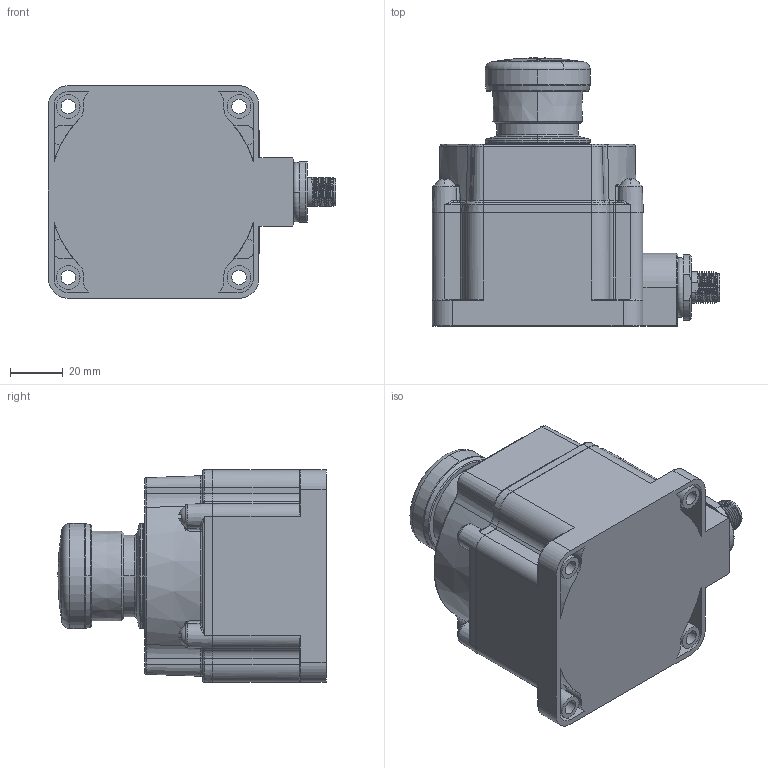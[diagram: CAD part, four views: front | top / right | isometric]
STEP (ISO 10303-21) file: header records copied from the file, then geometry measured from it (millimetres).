
FILE_DESCRIPTION((''),'2;1');
FILE_NAME('154128_SM01','2021-01-19T09:14:25',('jeshelman'),('BANNER ENGINEERING CORP.'),'CREO PARAMETRIC BY PTC INC, 2019292','CREO PARAMETRIC BY PTC INC, 2019292','');
FILE_SCHEMA(('CONFIG_CONTROL_DESIGN','SHAPE_APPEARANCE_LAYERS_GROUPS'));
Length unit declared in the file: millimetre
Products named in the file (1): 154128_SM01
Bounding box: 109.59 x 102.08 x 81.12 mm (x, y, z)
Volume: 421400.4 mm3; surface area: 47620.8 mm2
Topology: 1 solids, 1 shells, 539 faces, 1383 edges, 869 vertices
Faces by surface type: plane 212, cylinder 142, torus 70, bspline 48, cone 44, sphere 23
Entity records: 25358 total; most frequent: CARTESIAN_POINT 9357, DIRECTION 2792, ORIENTED_EDGE 2762, EDGE_CURVE 1381, AXIS2_PLACEMENT_3D 1104, VERTEX_POINT 869, CIRCLE 613, VECTOR 584
